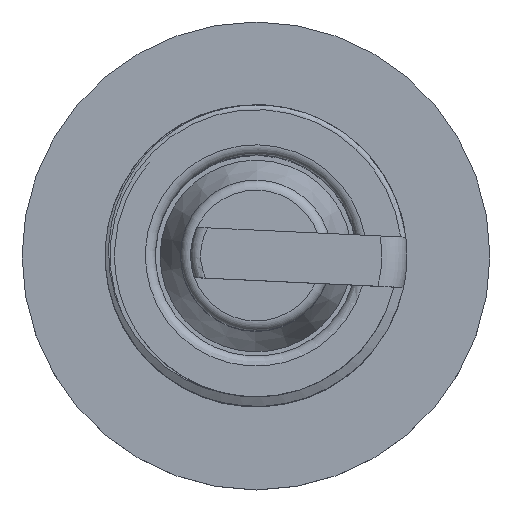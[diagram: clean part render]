
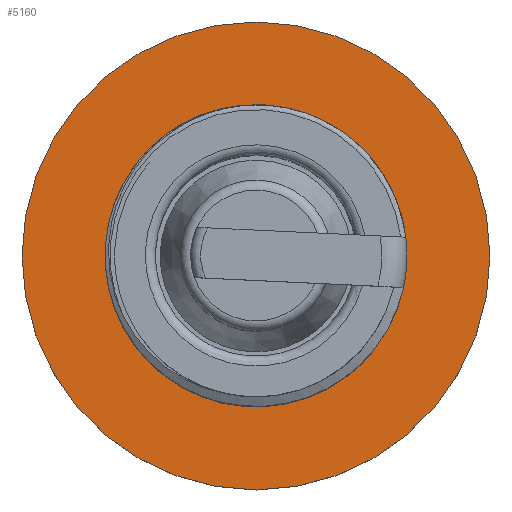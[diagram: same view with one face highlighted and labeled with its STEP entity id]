
A CAD part, top view. The second image highlights one B-rep face of the part: STEP entity #5160.
In plain terms, the highlighted face is planar.
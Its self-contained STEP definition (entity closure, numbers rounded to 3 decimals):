
#100=FACE_BOUND('',#931,.T.);
#190=PLANE('',#5577);
#337=CIRCLE('',#5578,4.65);
#338=CIRCLE('',#5579,3.);
#662=FACE_OUTER_BOUND('',#930,.T.);
#930=EDGE_LOOP('',(#3963));
#931=EDGE_LOOP('',(#3964));
#2096=VERTEX_POINT('',#15743);
#2097=VERTEX_POINT('',#15745);
#2818=EDGE_CURVE('',#2096,#2096,#337,.T.);
#2819=EDGE_CURVE('',#2097,#2097,#338,.T.);
#3963=ORIENTED_EDGE('',*,*,#2818,.F.);
#3964=ORIENTED_EDGE('',*,*,#2819,.T.);
#5160=ADVANCED_FACE('',(#662,#100),#190,.F.);
#5577=AXIS2_PLACEMENT_3D('',#15742,#6472,#6473);
#5578=AXIS2_PLACEMENT_3D('',#15744,#6474,#6475);
#5579=AXIS2_PLACEMENT_3D('',#15746,#6476,#6477);
#6472=DIRECTION('center_axis',(0.,1.,0.));
#6473=DIRECTION('ref_axis',(0.,0.,1.));
#6474=DIRECTION('center_axis',(0.,1.,0.));
#6475=DIRECTION('ref_axis',(0.,0.,1.));
#6476=DIRECTION('center_axis',(0.,1.,0.));
#6477=DIRECTION('ref_axis',(0.,0.,1.));
#15742=CARTESIAN_POINT('Origin',(0.,0.,0.));
#15743=CARTESIAN_POINT('',(0.,0.,4.65));
#15744=CARTESIAN_POINT('Origin',(0.,0.,0.));
#15745=CARTESIAN_POINT('',(0.,0.,3.));
#15746=CARTESIAN_POINT('Origin',(0.,0.,0.));
